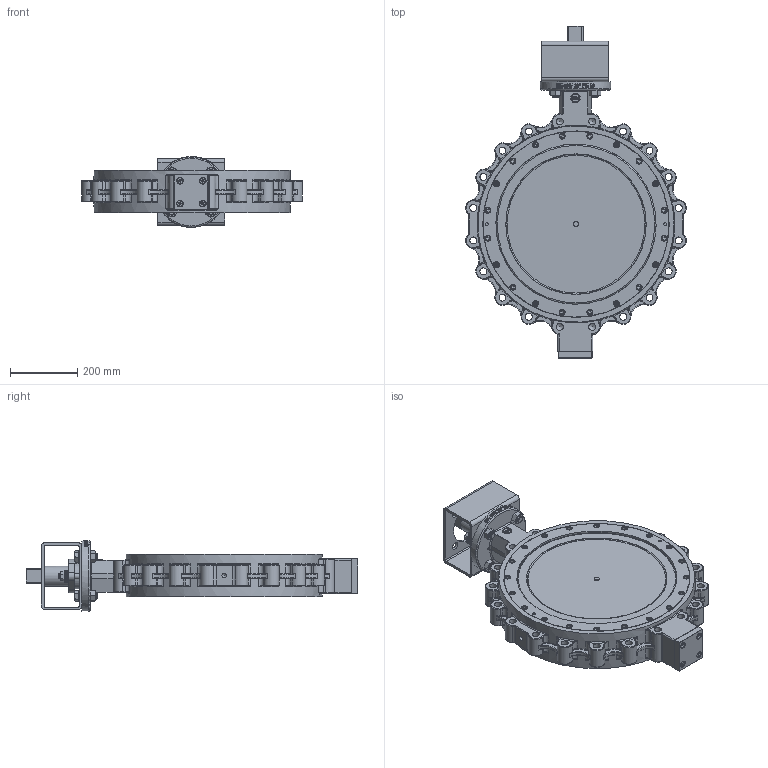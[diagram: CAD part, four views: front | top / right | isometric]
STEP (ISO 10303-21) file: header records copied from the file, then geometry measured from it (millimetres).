
FILE_DESCRIPTION((''),'2;1');
FILE_NAME('HP114 DN500-01.stp','2008-11-06T10:26:44',('hellwig'),(''),'Autodesk Inventor 2008','Autodesk Inventor 2008','');
FILE_SCHEMA(('AUTOMOTIVE_DESIGN { 1 0 10303 214 1 1 1 1 }'));
Length unit declared in the file: millimetre
Products named in the file (1): Bauteil20
Bounding box: 658.26 x 990 x 210.98 mm (x, y, z)
Volume: 24700445.6 mm3; surface area: 2177887.9 mm2
Topology: 5 solids, 65 shells, 2609 faces, 6216 edges, 3646 vertices
Faces by surface type: bspline 795, plane 784, cylinder 638, cone 200, torus 186, sphere 6
Full cylindrical faces by diameter (mm): 6 x4, 10 x20, 12 x4, 13.835 x1, 14 x1, 16 x27, 16.2 x3, 17.5 x2, 18 x4, 18.3 x12, 18.647 x4, 20 x8, 20.752 x12, 22 x8, 27.7 x4, 35.5 x12, 60 x4, 60.05 x4, 60.2 x4, 63 x1, 64.5 x1, 65.5 x1, 66 x1, 73.8 x1, 74 x2, 74.5 x1, 75.8 x1, 75.9 x1, 76 x2, 130 x1
Entity records: 122224 total; most frequent: CARTESIAN_POINT 67332, ORIENTED_EDGE 10622, DIRECTION 10454, EDGE_CURVE 5311, AXIS2_PLACEMENT_3D 4319, VERTEX_POINT 3438, EDGE_LOOP 3365, FACE_OUTER_BOUND 2609
